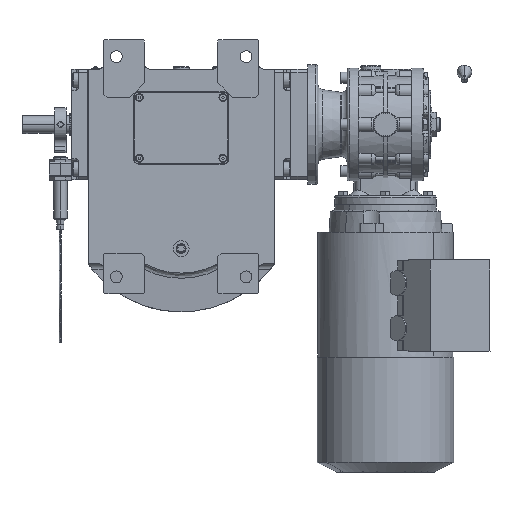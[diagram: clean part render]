
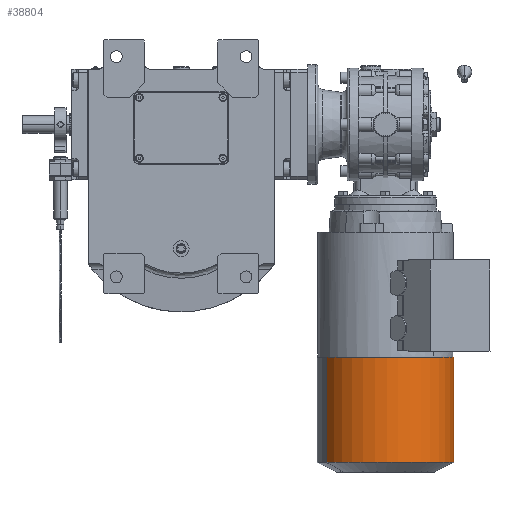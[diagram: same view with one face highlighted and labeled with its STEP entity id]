
A CAD part, front view. The second image highlights one B-rep face of the part: STEP entity #38804.
In plain terms, the highlighted cylindrical face has radius 60.5 mm (diameter 121 mm), a partial arc.
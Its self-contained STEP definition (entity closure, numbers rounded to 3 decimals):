
#1229 = AXIS2_PLACEMENT_3D ( 'NONE', #92152, #100215, #120703 ) ;
#1678 = VECTOR ( 'NONE', #45279, 1000. ) ;
#2898 = DIRECTION ( 'NONE',  ( 0., 0.242, 0.97 ) ) ;
#3832 = VERTEX_POINT ( 'NONE', #50886 ) ;
#4177 = EDGE_CURVE ( 'NONE', #105336, #65696, #48372, .T. ) ;
#7393 = CARTESIAN_POINT ( 'NONE',  ( -158.212, -20.922, -58.703 ) ) ;
#9949 = CARTESIAN_POINT ( 'NONE',  ( -64.811, -6.286, 0. ) ) ;
#16954 = CARTESIAN_POINT ( 'NONE',  ( -158.212, 8.35, 58.703 ) ) ;
#19077 = CARTESIAN_POINT ( 'NONE',  ( -64.811, 8.35, 58.703 ) ) ;
#22390 = AXIS2_PLACEMENT_3D ( 'NONE', #9949, #114320, #104409 ) ;
#24514 = CARTESIAN_POINT ( 'NONE',  ( -158.212, -20.922, -58.703 ) ) ;
#26513 = CARTESIAN_POINT ( 'NONE',  ( -64.811, -20.922, -58.703 ) ) ;
#28405 = DIRECTION ( 'NONE',  ( -1., 0., 0. ) ) ;
#29724 = ORIENTED_EDGE ( 'NONE', *, *, #62606, .F. ) ;
#35259 = DIRECTION ( 'NONE',  ( -1., 0., 0. ) ) ;
#36456 = ORIENTED_EDGE ( 'NONE', *, *, #67774, .F. ) ;
#38804 = ADVANCED_FACE ( 'NONE', ( #44845 ), #71008, .T. ) ;
#44845 = FACE_OUTER_BOUND ( 'NONE', #52064, .T. ) ;
#45279 = DIRECTION ( 'NONE',  ( 1., 0., 0. ) ) ;
#48372 = CIRCLE ( 'NONE', #117864, 60.5 ) ;
#49217 = VERTEX_POINT ( 'NONE', #26513 ) ;
#50886 = CARTESIAN_POINT ( 'NONE',  ( -64.811, 8.35, 58.703 ) ) ;
#52064 = EDGE_LOOP ( 'NONE', ( #36456, #29724, #72514, #67987 ) ) ;
#58042 = CIRCLE ( 'NONE', #22390, 60.5 ) ;
#61637 = VECTOR ( 'NONE', #35259, 1000. ) ;
#62606 = EDGE_CURVE ( 'NONE', #65696, #49217, #92564, .T. ) ;
#65696 = VERTEX_POINT ( 'NONE', #24514 ) ;
#66986 = CARTESIAN_POINT ( 'NONE',  ( -158.212, -6.286, 0. ) ) ;
#67774 = EDGE_CURVE ( 'NONE', #49217, #3832, #58042, .T. ) ;
#67987 = ORIENTED_EDGE ( 'NONE', *, *, #91836, .F. ) ;
#71008 = CYLINDRICAL_SURFACE ( 'NONE', #1229, 60.5 ) ;
#72514 = ORIENTED_EDGE ( 'NONE', *, *, #4177, .F. ) ;
#91836 = EDGE_CURVE ( 'NONE', #3832, #105336, #91885, .T. ) ;
#91885 = LINE ( 'NONE', #19077, #61637 ) ;
#92152 = CARTESIAN_POINT ( 'NONE',  ( -26.951, -6.286, 0. ) ) ;
#92564 = LINE ( 'NONE', #7393, #1678 ) ;
#100215 = DIRECTION ( 'NONE',  ( -1., 0., 0. ) ) ;
#104409 = DIRECTION ( 'NONE',  ( 0., -0.242, -0.97 ) ) ;
#105336 = VERTEX_POINT ( 'NONE', #16954 ) ;
#114320 = DIRECTION ( 'NONE',  ( 1., 0., 0. ) ) ;
#117864 = AXIS2_PLACEMENT_3D ( 'NONE', #66986, #28405, #2898 ) ;
#120703 = DIRECTION ( 'NONE',  ( 0., 0.242, 0.97 ) ) ;
